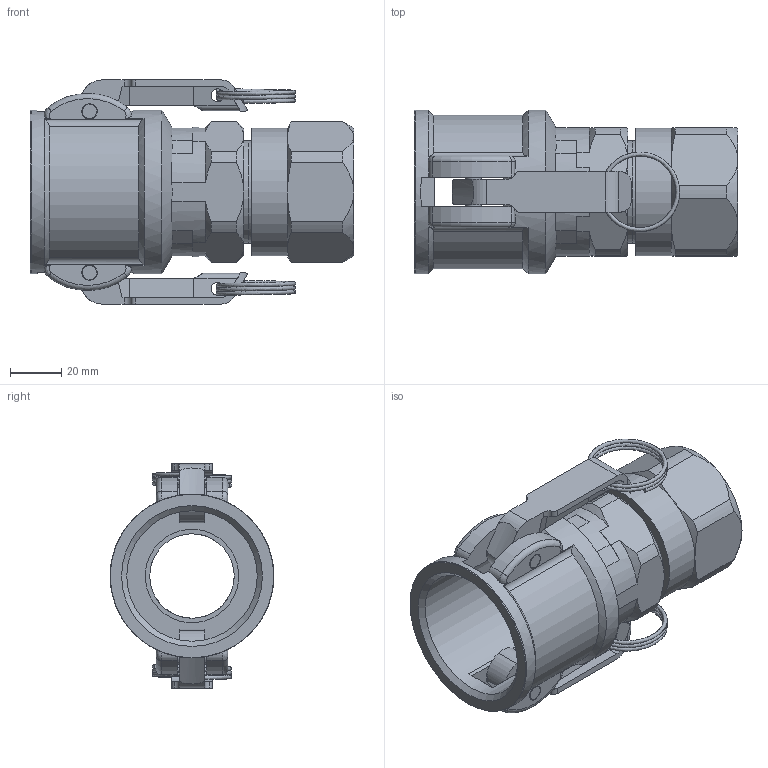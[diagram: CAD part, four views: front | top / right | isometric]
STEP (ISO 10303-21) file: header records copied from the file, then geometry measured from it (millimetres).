
FILE_DESCRIPTION(/* description */ (''),/* implementation_level */ '2;1');
FILE_NAME(/* name */ 'mig_54_35_n_dr.stp',/* time_stamp */ '2020-04-28T08:11:50+02:00',/* author */ ('ertl'),/* organization */ (''),/* preprocessor_version */ 'ST-DEVELOPER v17',/* originating_system */ 'Autodesk Inventor 2018',/* authorisation */ '0 mm^3');
FILE_SCHEMA (('AUTOMOTIVE_DESIGN { 1 0 10303 214 3 1 1 }'));
Length unit declared in the file: millimetre
Products named in the file (1): mig_54_35_n_dr
Bounding box: 126.5 x 64 x 87.6 mm (x, y, z)
Volume: 154545.9 mm3; surface area: 71907.4 mm2
Topology: 3 solids, 3 shells, 287 faces, 778 edges, 513 vertices
Faces by surface type: plane 121, cylinder 106, cone 43, bspline 10, torus 7
Full cylindrical faces by diameter (mm): 5 x2, 6 x6, 6.5 x2, 33 x1, 36.5 x1, 37.5 x1, 37.9 x2, 38.2 x1, 38.952 x1, 39 x1, 40 x2, 40.5 x2, 40.6 x2, 43.5 x2, 45 x1, 46.376 x1, 50 x1, 51 x1, 53.5 x1, 54 x1, 64 x2
Entity records: 10836 total; most frequent: CARTESIAN_POINT 3235, ORIENTED_EDGE 1556, DIRECTION 1538, EDGE_CURVE 778, AXIS2_PLACEMENT_3D 610, VERTEX_POINT 513, EDGE_LOOP 321, LINE 318
